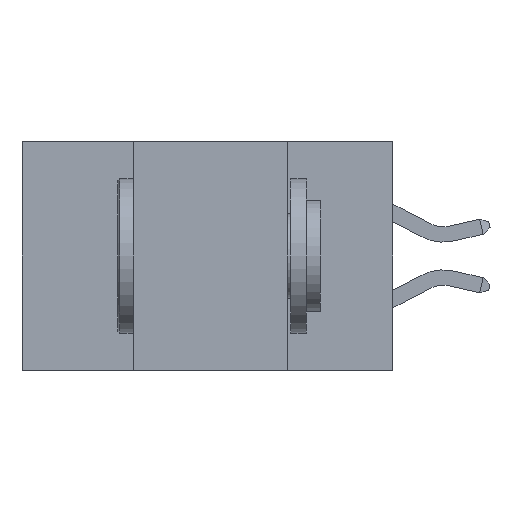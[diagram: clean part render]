
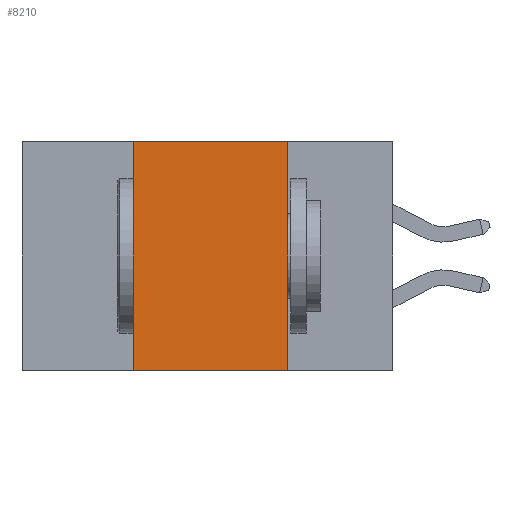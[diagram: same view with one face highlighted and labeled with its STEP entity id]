
A CAD part, left-side view. The second image highlights one B-rep face of the part: STEP entity #8210.
In plain terms, the highlighted planar face has unit normal (-1, 0, 0).
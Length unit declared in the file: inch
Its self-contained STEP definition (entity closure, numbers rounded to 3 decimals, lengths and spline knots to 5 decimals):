
#216 = DIRECTION ( 'NONE',  ( 0., -1., 0. ) ) ;
#282 = CARTESIAN_POINT ( 'NONE',  ( 0., 0.6, -0.37 ) ) ;
#1056 = CARTESIAN_POINT ( 'NONE',  ( 0., 0.17, -0.37 ) ) ;
#1128 = VECTOR ( 'NONE', #216, 39.37008 ) ;
#1460 = AXIS2_PLACEMENT_3D ( 'NONE', #1501, #8452, #2525 ) ;
#1501 = CARTESIAN_POINT ( 'NONE',  ( 0., 0.6, 0. ) ) ;
#2525 = DIRECTION ( 'NONE',  ( 0., 0., -1. ) ) ;
#2757 = ORIENTED_EDGE ( 'NONE', *, *, #6954, .F. ) ;
#3373 = VERTEX_POINT ( 'NONE', #1056 ) ;
#4264 = LINE ( 'NONE', #7069, #8561 ) ;
#4912 = ORIENTED_EDGE ( 'NONE', *, *, #5190, .T. ) ;
#5190 = EDGE_CURVE ( 'NONE', #9353, #3373, #8715, .T. ) ;
#6719 = VECTOR ( 'NONE', #8187, 39.37008 ) ;
#6954 = EDGE_CURVE ( 'NONE', #7403, #11185, #12421, .T. ) ;
#7069 = CARTESIAN_POINT ( 'NONE',  ( 0., 0.42, 0. ) ) ;
#7113 = DIRECTION ( 'NONE',  ( 0., 0., 1. ) ) ;
#7231 = CARTESIAN_POINT ( 'NONE',  ( 0., 0.42, 0. ) ) ;
#7403 = VERTEX_POINT ( 'NONE', #7231 ) ;
#7850 = ORIENTED_EDGE ( 'NONE', *, *, #8573, .F. ) ;
#8187 = DIRECTION ( 'NONE',  ( 0., 0., -1. ) ) ;
#8210 = ADVANCED_FACE ( 'NONE', ( #11182 ), #11232, .F. ) ;
#8452 = DIRECTION ( 'NONE',  ( 1., 0., 0. ) ) ;
#8473 = CARTESIAN_POINT ( 'NONE',  ( 0., 0.6, 0. ) ) ;
#8561 = VECTOR ( 'NONE', #7113, 39.37008 ) ;
#8573 = EDGE_CURVE ( 'NONE', #11185, #3373, #9549, .T. ) ;
#8715 = LINE ( 'NONE', #282, #1128 ) ;
#9124 = CARTESIAN_POINT ( 'NONE',  ( 0., 0.17, 0. ) ) ;
#9317 = CARTESIAN_POINT ( 'NONE',  ( 0., 0.42, -0.37 ) ) ;
#9326 = ORIENTED_EDGE ( 'NONE', *, *, #11832, .F. ) ;
#9353 = VERTEX_POINT ( 'NONE', #9317 ) ;
#9549 = LINE ( 'NONE', #9124, #6719 ) ;
#11182 = FACE_OUTER_BOUND ( 'NONE', #11514, .T. ) ;
#11185 = VERTEX_POINT ( 'NONE', #11573 ) ;
#11232 = PLANE ( 'NONE',  #1460 ) ;
#11514 = EDGE_LOOP ( 'NONE', ( #7850, #2757, #9326, #4912 ) ) ;
#11573 = CARTESIAN_POINT ( 'NONE',  ( 0., 0.17, 0. ) ) ;
#11832 = EDGE_CURVE ( 'NONE', #9353, #7403, #4264, .T. ) ;
#12163 = VECTOR ( 'NONE', #12169, 39.37008 ) ;
#12169 = DIRECTION ( 'NONE',  ( 0., -1., 0. ) ) ;
#12421 = LINE ( 'NONE', #8473, #12163 ) ;
